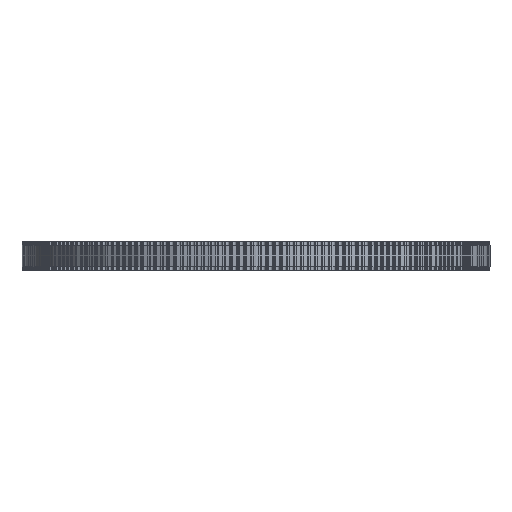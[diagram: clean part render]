
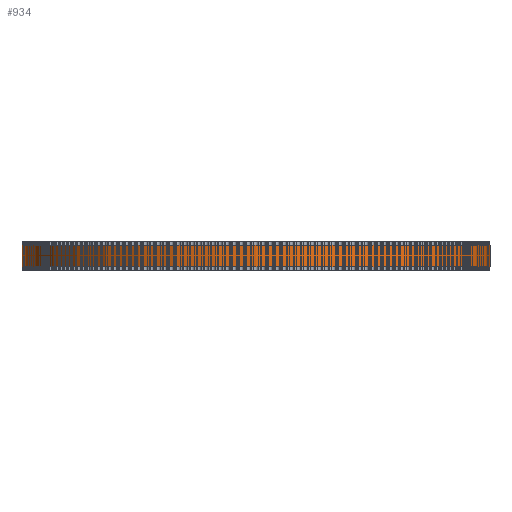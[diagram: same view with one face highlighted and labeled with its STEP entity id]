
A CAD part, front view. The second image highlights one B-rep face of the part: STEP entity #934.
In plain terms, the highlighted cylindrical face has radius 64.617 mm (diameter 129.234 mm), a full revolution.
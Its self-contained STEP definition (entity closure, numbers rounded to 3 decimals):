
#97=FACE_BOUND('',#3376,.T.);
#98=FACE_BOUND('',#3377,.T.);
#934=ADVANCED_FACE('',(#97,#98),#1747,.T.);
#1747=CYLINDRICAL_SURFACE('',#18007,64.617);
#3376=EDGE_LOOP('',(#9874));
#3377=EDGE_LOOP('',(#9875));
#9874=ORIENTED_EDGE('',*,*,#13938,.T.);
#9875=ORIENTED_EDGE('',*,*,#13939,.T.);
#11500=VERTEX_POINT('',#28580);
#11501=VERTEX_POINT('',#28582);
#13938=EDGE_CURVE('',#11500,#11500,#15564,.T.);
#13939=EDGE_CURVE('',#11501,#11501,#15565,.T.);
#15564=CIRCLE('',#18005,64.617);
#15565=CIRCLE('',#18006,64.617);
#18005=AXIS2_PLACEMENT_3D('',#28579,#23698,#23699);
#18006=AXIS2_PLACEMENT_3D('',#28581,#23700,#23701);
#18007=AXIS2_PLACEMENT_3D('',#28583,#23702,#23703);
#23698=DIRECTION('',(0.,0.,1.));
#23699=DIRECTION('',(1.,0.,0.));
#23700=DIRECTION('',(0.,0.,-1.));
#23701=DIRECTION('',(1.,0.,0.));
#23702=DIRECTION('',(0.,0.,1.));
#23703=DIRECTION('',(1.,0.,0.));
#28579=CARTESIAN_POINT('',(0.,0.,1.));
#28580=CARTESIAN_POINT('',(64.617,0.,1.));
#28581=CARTESIAN_POINT('',(0.,0.,7.));
#28582=CARTESIAN_POINT('',(64.617,0.,7.));
#28583=CARTESIAN_POINT('',(0.,0.,1.));
